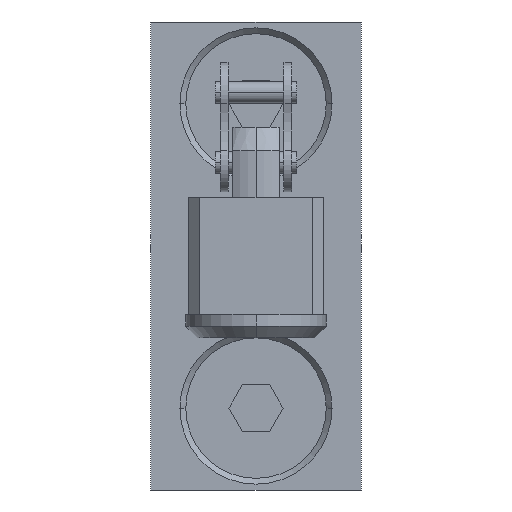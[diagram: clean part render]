
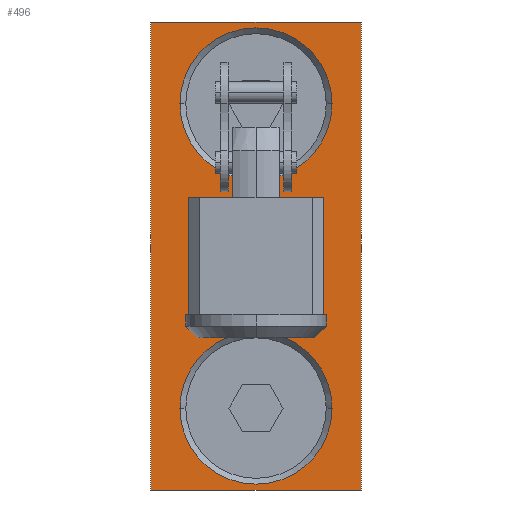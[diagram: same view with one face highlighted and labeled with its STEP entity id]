
A CAD part, front view. The second image highlights one B-rep face of the part: STEP entity #496.
In plain terms, the highlighted planar face has unit normal (0, -1, 0).
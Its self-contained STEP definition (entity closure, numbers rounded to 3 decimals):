
#496=ADVANCED_FACE('',(#978,#979,#980,#981),#982,.F.);
#978=FACE_BOUND('',#1441,.T.);
#979=FACE_BOUND('',#1442,.T.);
#980=FACE_BOUND('',#1443,.T.);
#981=FACE_OUTER_BOUND('',#1444,.T.);
#982=PLANE('',#1445);
#1441=EDGE_LOOP('',(#2650,#2651,#2652,#2653));
#1442=EDGE_LOOP('',(#2654,#2655));
#1443=EDGE_LOOP('',(#2656,#2657));
#1444=EDGE_LOOP('',(#2658,#2659,#2660,#2661));
#1445=AXIS2_PLACEMENT_3D('',#2662,#2663,#2664);
#2650=ORIENTED_EDGE('',*,*,#3145,.T.);
#2651=ORIENTED_EDGE('',*,*,#3150,.T.);
#2652=ORIENTED_EDGE('',*,*,#3114,.T.);
#2653=ORIENTED_EDGE('',*,*,#3148,.T.);
#2654=ORIENTED_EDGE('',*,*,#3101,.T.);
#2655=ORIENTED_EDGE('',*,*,#3152,.T.);
#2656=ORIENTED_EDGE('',*,*,#3097,.T.);
#2657=ORIENTED_EDGE('',*,*,#3155,.T.);
#2658=ORIENTED_EDGE('',*,*,#3167,.T.);
#2659=ORIENTED_EDGE('',*,*,#3168,.T.);
#2660=ORIENTED_EDGE('',*,*,#3169,.T.);
#2661=ORIENTED_EDGE('',*,*,#3170,.T.);
#2662=CARTESIAN_POINT('',(0.0,-6.0,13.0));
#2663=DIRECTION('',(-0.0,1.0,0.0));
#2664=DIRECTION('',(1.0,0.0,0.0));
#3097=EDGE_CURVE('',#3760,#3762,#3764,.T.);
#3101=EDGE_CURVE('',#3766,#3768,#3770,.T.);
#3114=EDGE_CURVE('',#3784,#3789,#3791,.T.);
#3145=EDGE_CURVE('',#3837,#3835,#3838,.T.);
#3148=EDGE_CURVE('',#3789,#3837,#3841,.T.);
#3150=EDGE_CURVE('',#3835,#3784,#3843,.T.);
#3152=EDGE_CURVE('',#3768,#3766,#3845,.T.);
#3155=EDGE_CURVE('',#3762,#3760,#3848,.T.);
#3167=EDGE_CURVE('',#3864,#3865,#3866,.T.);
#3168=EDGE_CURVE('',#3865,#3867,#3868,.T.);
#3169=EDGE_CURVE('',#3867,#3869,#3870,.T.);
#3170=EDGE_CURVE('',#3869,#3864,#3871,.T.);
#3760=VERTEX_POINT('',#4815);
#3762=VERTEX_POINT('',#4818);
#3764=CIRCLE('',#4821,6.5);
#3766=VERTEX_POINT('',#4823);
#3768=VERTEX_POINT('',#4826);
#3770=CIRCLE('',#4829,6.5);
#3784=VERTEX_POINT('',#4845);
#3789=VERTEX_POINT('',#4852);
#3791=LINE('',#4855,#4856);
#3835=VERTEX_POINT('',#4921);
#3837=VERTEX_POINT('',#4924);
#3838=LINE('',#4925,#4926);
#3841=LINE('',#4930,#4931);
#3843=LINE('',#4933,#4934);
#3845=CIRCLE('',#4936,6.5);
#3848=CIRCLE('',#4939,6.5);
#3864=VERTEX_POINT('',#4959);
#3865=VERTEX_POINT('',#4960);
#3866=LINE('',#4961,#4962);
#3867=VERTEX_POINT('',#4963);
#3868=LINE('',#4964,#4965);
#3869=VERTEX_POINT('',#4966);
#3870=LINE('',#4967,#4968);
#3871=LINE('',#4969,#4970);
#4815=CARTESIAN_POINT('',(6.5,-6.0,26.0));
#4818=CARTESIAN_POINT('',(-6.5,-6.0,26.0));
#4821=AXIS2_PLACEMENT_3D('',#5466,#5467,#5468);
#4823=CARTESIAN_POINT('',(6.5,-6.0,0.0));
#4826=CARTESIAN_POINT('',(-6.5,-6.0,0.));
#4829=AXIS2_PLACEMENT_3D('',#5471,#5472,#5473);
#4845=CARTESIAN_POINT('',(-3.5,-6.0,8.0));
#4852=CARTESIAN_POINT('',(-3.5,-6.0,18.0));
#4855=CARTESIAN_POINT('',(-3.5,-6.0,15.5));
#4856=VECTOR('',#5491,1.0);
#4921=CARTESIAN_POINT('',(3.5,-6.0,8.0));
#4924=CARTESIAN_POINT('',(3.5,-6.0,18.0));
#4925=CARTESIAN_POINT('',(3.5,-6.0,15.5));
#4926=VECTOR('',#5514,1.0);
#4930=CARTESIAN_POINT('',(0.0,-6.0,18.0));
#4931=VECTOR('',#5516,1.0);
#4933=CARTESIAN_POINT('',(0.0,-6.0,8.0));
#4934=VECTOR('',#5517,1.0);
#4936=AXIS2_PLACEMENT_3D('',#5518,#5519,#5520);
#4939=AXIS2_PLACEMENT_3D('',#5524,#5525,#5526);
#4959=CARTESIAN_POINT('',(9.0,-6.0,-7.0));
#4960=CARTESIAN_POINT('',(9.0,-6.0,33.0));
#4961=CARTESIAN_POINT('',(9.0,-6.0,13.0));
#4962=VECTOR('',#5540,1.0);
#4963=CARTESIAN_POINT('',(-9.0,-6.0,33.0));
#4964=CARTESIAN_POINT('',(0.0,-6.0,33.0));
#4965=VECTOR('',#5541,1.0);
#4966=CARTESIAN_POINT('',(-9.0,-6.0,-7.0));
#4967=CARTESIAN_POINT('',(-9.0,-6.0,13.0));
#4968=VECTOR('',#5542,1.0);
#4969=CARTESIAN_POINT('',(0.0,-6.0,-7.0));
#4970=VECTOR('',#5543,1.0);
#5466=CARTESIAN_POINT('',(0.0,-6.0,26.0));
#5467=DIRECTION('',(-0.0,1.0,0.0));
#5468=DIRECTION('',(1.0,0.0,0.0));
#5471=CARTESIAN_POINT('',(0.0,-6.0,0.0));
#5472=DIRECTION('',(-0.0,1.0,0.0));
#5473=DIRECTION('',(1.0,0.0,0.0));
#5491=DIRECTION('',(0.0,-0.0,1.0));
#5514=DIRECTION('',(0.0,0.0,-1.0));
#5516=DIRECTION('',(1.0,-0.0,0.0));
#5517=DIRECTION('',(-1.0,0.0,0.0));
#5518=CARTESIAN_POINT('',(0.0,-6.0,0.0));
#5519=DIRECTION('',(-0.0,1.0,0.0));
#5520=DIRECTION('',(1.0,0.0,0.0));
#5524=CARTESIAN_POINT('',(0.0,-6.0,26.0));
#5525=DIRECTION('',(-0.0,1.0,0.0));
#5526=DIRECTION('',(1.0,0.0,0.0));
#5540=DIRECTION('',(0.0,0.0,1.0));
#5541=DIRECTION('',(-1.0,0.0,0.0));
#5542=DIRECTION('',(0.0,0.0,-1.0));
#5543=DIRECTION('',(1.0,0.0,0.0));
